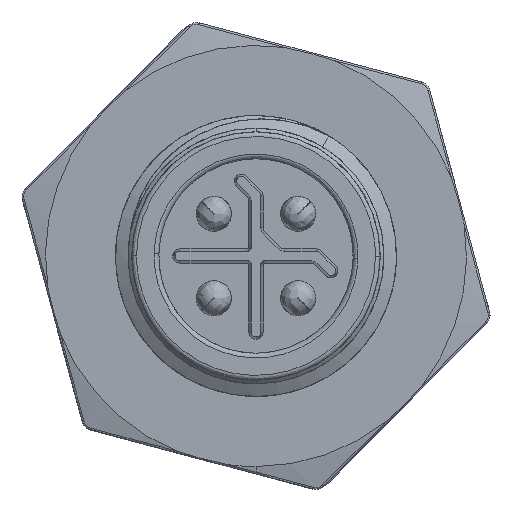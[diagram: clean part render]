
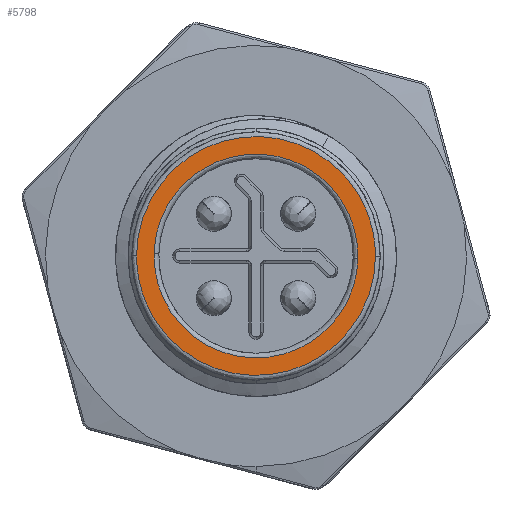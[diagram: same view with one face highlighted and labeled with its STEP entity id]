
A CAD part, left-side view. The second image highlights one B-rep face of the part: STEP entity #5798.
In plain terms, the highlighted planar face has unit normal (-1, 0, 0).
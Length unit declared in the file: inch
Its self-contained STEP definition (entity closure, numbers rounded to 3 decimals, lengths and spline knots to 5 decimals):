
#1136 = CARTESIAN_POINT ( 'NONE',  ( -0.07874, 0.17048, 0.0178 ) ) ;
#1311 = CARTESIAN_POINT ( 'NONE',  ( -0.07874, -0.17789, 0.30057 ) ) ;
#1407 = CARTESIAN_POINT ( 'NONE',  ( -0.07874, -0.20079, 0. ) ) ;
#1863 = CARTESIAN_POINT ( 'NONE',  ( -0.07874, 0.20079, 0. ) ) ;
#2926 = CARTESIAN_POINT ( 'NONE',  ( -0.07874, 0., 0. ) ) ;
#3161 = ORIENTED_EDGE ( 'NONE', *, *, #34511, .F. ) ;
#3354 = CARTESIAN_POINT ( 'NONE',  ( -0.07874, -0.16481, -0.29621 ) ) ;
#4024 = CARTESIAN_POINT ( 'NONE',  ( -0.07874, 0.12545, 0.32596 ) ) ;
#4869 = ORIENTED_EDGE ( 'NONE', *, *, #18132, .F. ) ;
#4945 = CARTESIAN_POINT ( 'NONE',  ( -0.07874, 0.20079, 0.00034 ) ) ;
#5378 = CARTESIAN_POINT ( 'NONE',  ( -0.07874, -0.17122, -0.00375 ) ) ;
#5586 = CARTESIAN_POINT ( 'NONE',  ( -0.07874, 0.17123, 0.00375 ) ) ;
#5798 = ADVANCED_FACE ( 'NONE', ( #23565, #35496 ), #32157, .F. ) ;
#5951 = ORIENTED_EDGE ( 'NONE', *, *, #7774, .F. ) ;
#7045 = VERTEX_POINT ( 'NONE', #5378 ) ;
#7662 = ORIENTED_EDGE ( 'NONE', *, *, #7775, .F. ) ;
#7774 = EDGE_CURVE ( 'NONE', #34759, #7972, #15005, .T. ) ;
#7775 = EDGE_CURVE ( 'NONE', #29025, #35230, #32622, .T. ) ;
#7972 = VERTEX_POINT ( 'NONE', #5586 ) ;
#8311 = CARTESIAN_POINT ( 'NONE',  ( -0.07874, 0.2001, 0.40123 ) ) ;
#8766 = CARTESIAN_POINT ( 'NONE',  ( -0.07874, 0.20079, 0. ) ) ;
#9451 = CARTESIAN_POINT ( 'NONE',  ( -0.07874, -0.20079, 0. ) ) ;
#9938 = CARTESIAN_POINT ( 'NONE',  ( -0.07874, -0.17122, -0.00375 ) ) ;
#10653 = CARTESIAN_POINT ( 'NONE',  ( -0.07874, 0.20079, 0.00034 ) ) ;
#10778 = CARTESIAN_POINT ( 'NONE',  ( -0.07874, 0.20079, 0.00023 ) ) ;
#11026 = CARTESIAN_POINT ( 'NONE',  ( -0.07874, -0.20079, 0.40089 ) ) ;
#11870 = B_SPLINE_CURVE_WITH_KNOTS ( 'NONE', 3,
 ( #18562, #36922, #12890, #15816 ),
 .UNSPECIFIED., .F., .F.,
 ( 4, 4 ),
 ( 0.42426, 1. ),
 .UNSPECIFIED. ) ;
#12450 = CARTESIAN_POINT ( 'NONE',  ( -0.07874, 0.12717, -0.31422 ) ) ;
#12890 = CARTESIAN_POINT ( 'NONE',  ( -0.07874, 0.17085, -0.01533 ) ) ;
#12971 = CARTESIAN_POINT ( 'NONE',  ( -0.07874, 0.17107, 0.01078 ) ) ;
#13192 = ORIENTED_EDGE ( 'NONE', *, *, #25954, .F. ) ;
#14108 = CARTESIAN_POINT ( 'NONE',  ( -0.07874, 0.16946, 0.02476 ) ) ;
#14567 = DIRECTION ( 'NONE',  ( 1., 0., 0. ) ) ;
#15005 = B_SPLINE_CURVE_WITH_KNOTS ( 'NONE', 3,
 ( #27818, #1136, #12971, #24892 ),
 .UNSPECIFIED., .F., .F.,
 ( 4, 4 ),
 ( 0., 0.42426 ),
 .UNSPECIFIED. ) ;
#15816 = CARTESIAN_POINT ( 'NONE',  ( -0.07874, 0.16946, -0.02476 ) ) ;
#16070 = CARTESIAN_POINT ( 'NONE',  ( -0.07874, 0.16946, 0.02476 ) ) ;
#16369 = ORIENTED_EDGE ( 'NONE', *, *, #35734, .F. ) ;
#17710 = EDGE_CURVE ( 'NONE', #18146, #27759, #29876, .T. ) ;
#17817 = CARTESIAN_POINT ( 'NONE',  ( -0.07874, 0.16946, -0.02476 ) ) ;
#17843 = CARTESIAN_POINT ( 'NONE',  ( -0.07874, 0.20079, 0. ) ) ;
#18132 = EDGE_CURVE ( 'NONE', #7972, #31655, #11870, .T. ) ;
#18146 = VERTEX_POINT ( 'NONE', #25001 ) ;
#18562 = CARTESIAN_POINT ( 'NONE',  ( -0.07874, 0.17123, 0.00375 ) ) ;
#18619 = CARTESIAN_POINT ( 'NONE',  ( -0.07874, -0.20079, -0.00011 ) ) ;
#18622 = EDGE_CURVE ( 'NONE', #31655, #7045, #36142, .T. ) ;
#19875 = AXIS2_PLACEMENT_3D ( 'NONE', #2926, #14567, #26499 ) ;
#20335 = ORIENTED_EDGE ( 'NONE', *, *, #18622, .F. ) ;
#21436 =( BOUNDED_CURVE ( )  B_SPLINE_CURVE ( 3, ( #36979, #1311, #4024, #16070 ),
 .UNSPECIFIED., .F., .T. ) 
 B_SPLINE_CURVE_WITH_KNOTS ( ( 4, 4 ),
 ( 0.49634, 1. ),
 .UNSPECIFIED. ) 
 CURVE ( )  GEOMETRIC_REPRESENTATION_ITEM ( )  RATIONAL_B_SPLINE_CURVE ( ( 1., 0.374, 0.374, 1. ) ) 
 REPRESENTATION_ITEM ( '' )  );
#21765 = CARTESIAN_POINT ( 'NONE',  ( -0.07874, -0.20079, -0.00034 ) ) ;
#23527 = CARTESIAN_POINT ( 'NONE',  ( -0.07874, 0.20079, -0.40089 ) ) ;
#23565 = FACE_BOUND ( 'NONE', #28516, .T. ) ;
#24377 =( BOUNDED_CURVE ( )  B_SPLINE_CURVE ( 3, ( #1863, #25623, #10778, #4945 ),
 .UNSPECIFIED., .F., .T. ) 
 B_SPLINE_CURVE_WITH_KNOTS ( ( 4, 4 ),
 ( 0., 0.00055 ),
 .UNSPECIFIED. ) 
 CURVE ( )  GEOMETRIC_REPRESENTATION_ITEM ( )  RATIONAL_B_SPLINE_CURVE ( ( 1., 1., 1., 1. ) ) 
 REPRESENTATION_ITEM ( '' )  );
#24861 = CARTESIAN_POINT ( 'NONE',  ( -0.07874, -0.20079, -0.00023 ) ) ;
#24892 = CARTESIAN_POINT ( 'NONE',  ( -0.07874, 0.17123, 0.00375 ) ) ;
#25001 = CARTESIAN_POINT ( 'NONE',  ( -0.07874, -0.20079, -0.00034 ) ) ;
#25623 = CARTESIAN_POINT ( 'NONE',  ( -0.07874, 0.20079, 0.00011 ) ) ;
#25865 = CARTESIAN_POINT ( 'NONE',  ( -0.07874, -0.20079, 0. ) ) ;
#25954 = EDGE_CURVE ( 'NONE', #35230, #18146, #37629, .T. ) ;
#26012 = ORIENTED_EDGE ( 'NONE', *, *, #17710, .F. ) ;
#26499 = DIRECTION ( 'NONE',  ( 0., 0., -1. ) ) ;
#27759 = VERTEX_POINT ( 'NONE', #8766 ) ;
#27818 = CARTESIAN_POINT ( 'NONE',  ( -0.07874, 0.16946, 0.02476 ) ) ;
#28516 = EDGE_LOOP ( 'NONE', ( #5951, #3161, #20335, #4869 ) ) ;
#29025 = VERTEX_POINT ( 'NONE', #34726 ) ;
#29876 =( BOUNDED_CURVE ( )  B_SPLINE_CURVE ( 3, ( #32720, #38354, #23527, #17843 ),
 .UNSPECIFIED., .F., .F. ) 
 B_SPLINE_CURVE_WITH_KNOTS ( ( 4, 4 ),
 ( 0.00055, 1. ),
 .UNSPECIFIED. ) 
 CURVE ( )  GEOMETRIC_REPRESENTATION_ITEM ( )  RATIONAL_B_SPLINE_CURVE ( ( 1., 0.334, 0.334, 1. ) ) 
 REPRESENTATION_ITEM ( '' )  );
#31655 = VERTEX_POINT ( 'NONE', #17817 ) ;
#32157 = PLANE ( 'NONE',  #19875 ) ;
#32622 =( BOUNDED_CURVE ( )  B_SPLINE_CURVE ( 3, ( #10653, #8311, #11026, #25865 ),
 .UNSPECIFIED., .F., .F. ) 
 B_SPLINE_CURVE_WITH_KNOTS ( ( 4, 4 ),
 ( 0.00055, 1. ),
 .UNSPECIFIED. ) 
 CURVE ( )  GEOMETRIC_REPRESENTATION_ITEM ( )  RATIONAL_B_SPLINE_CURVE ( ( 1., 0.334, 0.334, 1. ) ) 
 REPRESENTATION_ITEM ( '' )  );
#32720 = CARTESIAN_POINT ( 'NONE',  ( -0.07874, -0.20079, -0.00034 ) ) ;
#34511 = EDGE_CURVE ( 'NONE', #7045, #34759, #21436, .T. ) ;
#34726 = CARTESIAN_POINT ( 'NONE',  ( -0.07874, 0.20079, 0.00034 ) ) ;
#34759 = VERTEX_POINT ( 'NONE', #14108 ) ;
#35230 = VERTEX_POINT ( 'NONE', #1407 ) ;
#35496 = FACE_OUTER_BOUND ( 'NONE', #37004, .T. ) ;
#35734 = EDGE_CURVE ( 'NONE', #27759, #29025, #24377, .T. ) ;
#36142 =( BOUNDED_CURVE ( )  B_SPLINE_CURVE ( 3, ( #36684, #12450, #3354, #9938 ),
 .UNSPECIFIED., .F., .F. ) 
 B_SPLINE_CURVE_WITH_KNOTS ( ( 4, 4 ),
 ( 0., 0.49634 ),
 .UNSPECIFIED. ) 
 CURVE ( )  GEOMETRIC_REPRESENTATION_ITEM ( )  RATIONAL_B_SPLINE_CURVE ( ( 1., 0.389, 0.389, 1. ) ) 
 REPRESENTATION_ITEM ( '' )  );
#36684 = CARTESIAN_POINT ( 'NONE',  ( -0.07874, 0.16946, -0.02476 ) ) ;
#36922 = CARTESIAN_POINT ( 'NONE',  ( -0.07874, 0.17144, -0.00578 ) ) ;
#36979 = CARTESIAN_POINT ( 'NONE',  ( -0.07874, -0.17122, -0.00375 ) ) ;
#37004 = EDGE_LOOP ( 'NONE', ( #13192, #7662, #16369, #26012 ) ) ;
#37629 =( BOUNDED_CURVE ( )  B_SPLINE_CURVE ( 3, ( #9451, #18619, #24861, #21765 ),
 .UNSPECIFIED., .F., .F. ) 
 B_SPLINE_CURVE_WITH_KNOTS ( ( 4, 4 ),
 ( 0., 0.00055 ),
 .UNSPECIFIED. ) 
 CURVE ( )  GEOMETRIC_REPRESENTATION_ITEM ( )  RATIONAL_B_SPLINE_CURVE ( ( 1., 1., 1., 1. ) ) 
 REPRESENTATION_ITEM ( '' )  );
#38354 = CARTESIAN_POINT ( 'NONE',  ( -0.07874, -0.2001, -0.40123 ) ) ;
